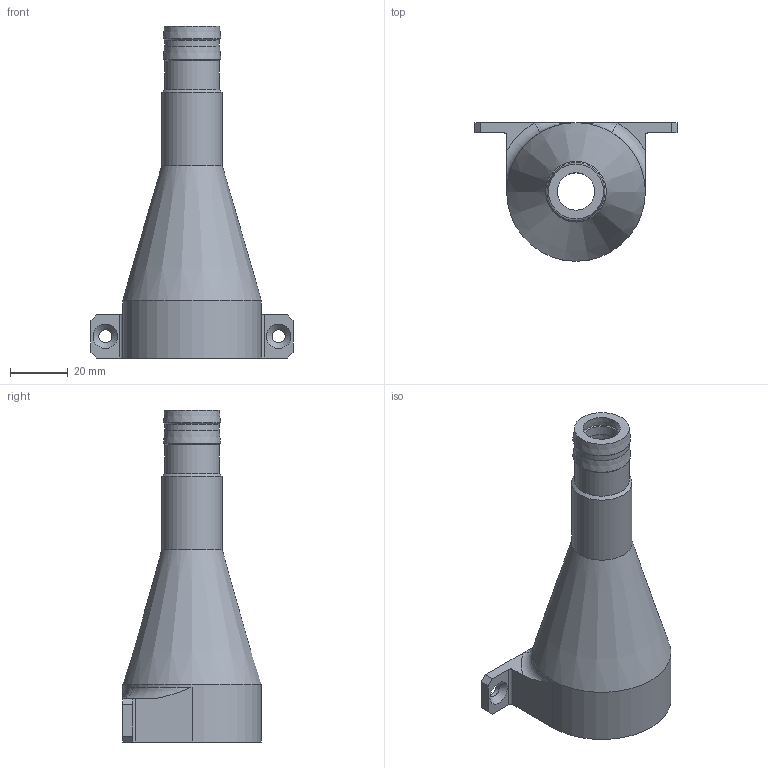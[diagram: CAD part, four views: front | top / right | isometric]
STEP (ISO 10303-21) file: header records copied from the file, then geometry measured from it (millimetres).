
FILE_DESCRIPTION(/* description */ (''),/* implementation_level */ '2;1');
FILE_NAME(/* name */ 'Luva sifo v3.step',/* time_stamp */ '2024-10-22T14:04:00-03:00',/* author */ (''),/* organization */ (''),/* preprocessor_version */ 'ST-DEVELOPER v20',/* originating_system */ 'Autodesk Translation Framework v13.20.0.188',/* authorisation */ '');
FILE_SCHEMA (('AUTOMOTIVE_DESIGN { 1 0 10303 214 3 1 1 }'));
Length unit declared in the file: millimetre
Products named in the file (1): Luva sifão
Bounding box: 70 x 48 x 115 mm (x, y, z)
Volume: 39042.9 mm3; surface area: 22369 mm2
Topology: 1 solids, 1 shells, 46 faces, 108 edges, 63 vertices
Faces by surface type: plane 16, cone 14, cylinder 11, torus 3, bspline 2
Full cylindrical faces by diameter (mm): 4.5 x2, 13 x2, 19 x2, 21 x1, 40 x1, 48 x1
Entity records: 1451 total; most frequent: CARTESIAN_POINT 350, DIRECTION 232, ORIENTED_EDGE 212, EDGE_CURVE 106, AXIS2_PLACEMENT_3D 85, VERTEX_POINT 63, LINE 62, VECTOR 62
